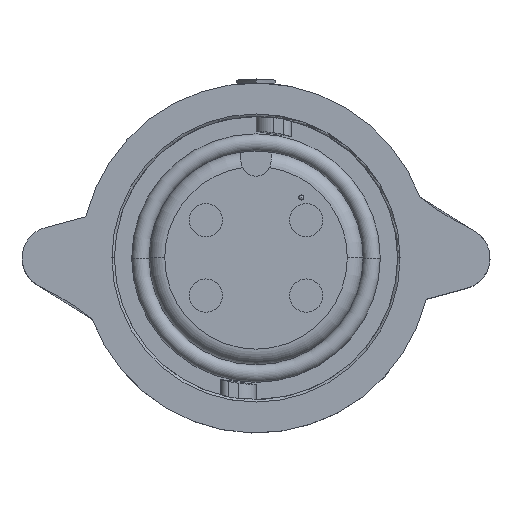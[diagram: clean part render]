
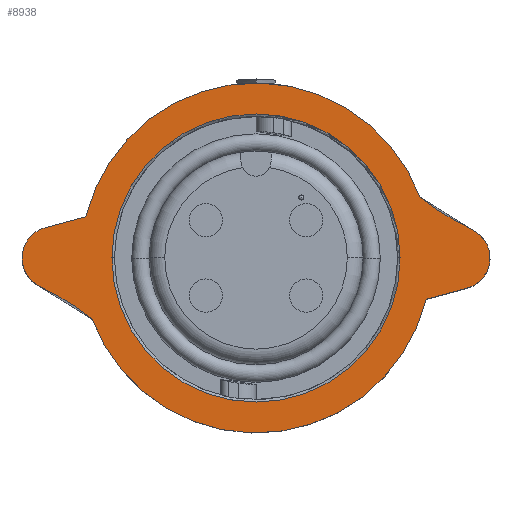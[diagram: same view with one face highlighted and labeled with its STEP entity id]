
A CAD part, top view. The second image highlights one B-rep face of the part: STEP entity #8938.
In plain terms, the highlighted planar face has unit normal (0, 0, 1).
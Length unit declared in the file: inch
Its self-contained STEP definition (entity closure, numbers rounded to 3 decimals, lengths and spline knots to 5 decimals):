
#65 = CARTESIAN_POINT ( 'NONE',  ( 0., 0., 0.1521 ) ) ;
#92 = EDGE_CURVE ( 'NONE', #1730, #6418, #10189, .T. ) ;
#307 = ORIENTED_EDGE ( 'NONE', *, *, #7922, .T. ) ;
#369 = DIRECTION ( 'NONE',  ( 0., 0., 1. ) ) ;
#452 = EDGE_CURVE ( 'NONE', #2195, #4152, #1675, .T. ) ;
#456 = AXIS2_PLACEMENT_3D ( 'NONE', #1190, #7153, #3292 ) ;
#510 = EDGE_CURVE ( 'NONE', #12731, #8009, #11425, .T. ) ;
#939 = CARTESIAN_POINT ( 'NONE',  ( 0., 0., 0.1521 ) ) ;
#1100 = DIRECTION ( 'NONE',  ( 0., 0., -1. ) ) ;
#1190 = CARTESIAN_POINT ( 'NONE',  ( 0., 0., 0.1521 ) ) ;
#1236 = DIRECTION ( 'NONE',  ( -1., 0., 0. ) ) ;
#1410 = VERTEX_POINT ( 'NONE', #8549 ) ;
#1424 = EDGE_CURVE ( 'NONE', #8990, #2195, #1463, .T. ) ;
#1463 = LINE ( 'NONE', #6488, #6660 ) ;
#1541 = DIRECTION ( 'NONE',  ( 0., 0., -1. ) ) ;
#1675 = CIRCLE ( 'NONE', #11453, 0.0625 ) ;
#1688 = AXIS2_PLACEMENT_3D ( 'NONE', #4654, #1703, #9634 ) ;
#1703 = DIRECTION ( 'NONE',  ( 0., 0., -1. ) ) ;
#1730 = VERTEX_POINT ( 'NONE', #3084 ) ;
#1872 = ORIENTED_EDGE ( 'NONE', *, *, #3810, .T. ) ;
#2195 = VERTEX_POINT ( 'NONE', #3556 ) ;
#2317 = AXIS2_PLACEMENT_3D ( 'NONE', #10378, #12332, #7471 ) ;
#2506 = EDGE_LOOP ( 'NONE', ( #5815, #11336, #5032, #1872, #4931, #2757, #307, #10765, #12478 ) ) ;
#2757 = ORIENTED_EDGE ( 'NONE', *, *, #6811, .T. ) ;
#2845 = VERTEX_POINT ( 'NONE', #10360 ) ;
#3084 = CARTESIAN_POINT ( 'NONE',  ( -0.46535, 0., 0.1521 ) ) ;
#3170 = CIRCLE ( 'NONE', #1688, 0.57 ) ;
#3292 = DIRECTION ( 'NONE',  ( -1., 0., 0. ) ) ;
#3365 = VECTOR ( 'NONE', #3557, 39.37008 ) ;
#3520 = CIRCLE ( 'NONE', #10570, 0.348 ) ;
#3556 = CARTESIAN_POINT ( 'NONE',  ( 0.41903, -0.06037, 0.1521 ) ) ;
#3557 = DIRECTION ( 'NONE',  ( -0.966, -0.259, 0. ) ) ;
#3571 = CARTESIAN_POINT ( 'NONE',  ( 0.33819, -0.08203, 0.1521 ) ) ;
#3763 = CARTESIAN_POINT ( 'NONE',  ( -0.41903, 0.06037, 0.1521 ) ) ;
#3810 = EDGE_CURVE ( 'NONE', #8009, #1730, #5851, .T. ) ;
#3995 = CARTESIAN_POINT ( 'NONE',  ( 0.2865, 0., 0.1521 ) ) ;
#4152 = VERTEX_POINT ( 'NONE', #8480 ) ;
#4350 = CARTESIAN_POINT ( 'NONE',  ( -0.32646, -0.12053, 0.1521 ) ) ;
#4409 = DIRECTION ( 'NONE',  ( -1., 0., 0. ) ) ;
#4580 = CARTESIAN_POINT ( 'NONE',  ( -0.42994, -0.05632, 0.1521 ) ) ;
#4654 = CARTESIAN_POINT ( 'NONE',  ( 0.677, 0.57, 0.1521 ) ) ;
#4847 = ORIENTED_EDGE ( 'NONE', *, *, #10772, .T. ) ;
#4931 = ORIENTED_EDGE ( 'NONE', *, *, #92, .T. ) ;
#5032 = ORIENTED_EDGE ( 'NONE', *, *, #510, .T. ) ;
#5204 = EDGE_CURVE ( 'NONE', #2845, #12731, #12087, .T. ) ;
#5453 = EDGE_CURVE ( 'NONE', #4152, #2845, #3170, .T. ) ;
#5697 = CARTESIAN_POINT ( 'NONE',  ( 0.40285, 0., 0.1521 ) ) ;
#5790 = AXIS2_PLACEMENT_3D ( 'NONE', #6198, #11967, #1236 ) ;
#5815 = ORIENTED_EDGE ( 'NONE', *, *, #5453, .T. ) ;
#5851 = CIRCLE ( 'NONE', #2317, 0.0625 ) ;
#6057 = EDGE_LOOP ( 'NONE', ( #9265, #4847 ) ) ;
#6058 = DIRECTION ( 'NONE',  ( 1., 0., 0. ) ) ;
#6186 = DIRECTION ( 'NONE',  ( -1., 0., 0. ) ) ;
#6198 = CARTESIAN_POINT ( 'NONE',  ( -0.677, -0.57, 0.1521 ) ) ;
#6379 = DIRECTION ( 'NONE',  ( 0., 0., 1. ) ) ;
#6418 = VERTEX_POINT ( 'NONE', #4580 ) ;
#6446 = CARTESIAN_POINT ( 'NONE',  ( -0.40285, 0., 0.1521 ) ) ;
#6454 = AXIS2_PLACEMENT_3D ( 'NONE', #65, #1100, #6058 ) ;
#6488 = CARTESIAN_POINT ( 'NONE',  ( 0.41903, -0.06037, 0.1521 ) ) ;
#6507 = CARTESIAN_POINT ( 'NONE',  ( 0., -0.348, 0.1521 ) ) ;
#6660 = VECTOR ( 'NONE', #9451, 39.37008 ) ;
#6811 = EDGE_CURVE ( 'NONE', #6418, #7292, #9926, .T. ) ;
#7153 = DIRECTION ( 'NONE',  ( 0., 0., 1. ) ) ;
#7292 = VERTEX_POINT ( 'NONE', #4350 ) ;
#7361 = CARTESIAN_POINT ( 'NONE',  ( 0., 0., 0.1521 ) ) ;
#7471 = DIRECTION ( 'NONE',  ( -1., 0., 0. ) ) ;
#7480 = FACE_OUTER_BOUND ( 'NONE', #2506, .T. ) ;
#7587 = DIRECTION ( 'NONE',  ( 1., 0., 0. ) ) ;
#7643 = DIRECTION ( 'NONE',  ( 0., 0., -1. ) ) ;
#7699 = AXIS2_PLACEMENT_3D ( 'NONE', #6446, #369, #6186 ) ;
#7922 = EDGE_CURVE ( 'NONE', #7292, #8990, #3520, .T. ) ;
#8009 = VERTEX_POINT ( 'NONE', #3763 ) ;
#8480 = CARTESIAN_POINT ( 'NONE',  ( 0.42994, 0.05632, 0.1521 ) ) ;
#8502 = FACE_BOUND ( 'NONE', #6057, .T. ) ;
#8549 = CARTESIAN_POINT ( 'NONE',  ( -0.2865, 0., 0.1521 ) ) ;
#8629 = DIRECTION ( 'NONE',  ( -1., 0., 0. ) ) ;
#8938 = ADVANCED_FACE ( 'NONE', ( #8502, #7480 ), #10314, .F. ) ;
#8990 = VERTEX_POINT ( 'NONE', #3571 ) ;
#9265 = ORIENTED_EDGE ( 'NONE', *, *, #12327, .T. ) ;
#9451 = DIRECTION ( 'NONE',  ( 0.966, 0.259, 0. ) ) ;
#9517 = CARTESIAN_POINT ( 'NONE',  ( -0.41903, 0.06037, 0.1521 ) ) ;
#9634 = DIRECTION ( 'NONE',  ( -1., 0., 0. ) ) ;
#9926 = CIRCLE ( 'NONE', #5790, 0.57 ) ;
#9947 = AXIS2_PLACEMENT_3D ( 'NONE', #6507, #1541, #12401 ) ;
#10189 = CIRCLE ( 'NONE', #7699, 0.0625 ) ;
#10314 = PLANE ( 'NONE',  #9947 ) ;
#10360 = CARTESIAN_POINT ( 'NONE',  ( 0.32646, 0.12053, 0.1521 ) ) ;
#10378 = CARTESIAN_POINT ( 'NONE',  ( -0.40285, 0., 0.1521 ) ) ;
#10570 = AXIS2_PLACEMENT_3D ( 'NONE', #7361, #6379, #8629 ) ;
#10765 = ORIENTED_EDGE ( 'NONE', *, *, #1424, .T. ) ;
#10772 = EDGE_CURVE ( 'NONE', #1410, #11945, #10987, .T. ) ;
#10780 = CARTESIAN_POINT ( 'NONE',  ( -0.33819, 0.08203, 0.1521 ) ) ;
#10781 = AXIS2_PLACEMENT_3D ( 'NONE', #939, #7643, #7587 ) ;
#10987 = CIRCLE ( 'NONE', #10781, 0.2865 ) ;
#11336 = ORIENTED_EDGE ( 'NONE', *, *, #5204, .T. ) ;
#11425 = LINE ( 'NONE', #9517, #3365 ) ;
#11453 = AXIS2_PLACEMENT_3D ( 'NONE', #5697, #12328, #4409 ) ;
#11945 = VERTEX_POINT ( 'NONE', #3995 ) ;
#11967 = DIRECTION ( 'NONE',  ( 0., 0., -1. ) ) ;
#12042 = CIRCLE ( 'NONE', #6454, 0.2865 ) ;
#12087 = CIRCLE ( 'NONE', #456, 0.348 ) ;
#12327 = EDGE_CURVE ( 'NONE', #11945, #1410, #12042, .T. ) ;
#12328 = DIRECTION ( 'NONE',  ( 0., 0., 1. ) ) ;
#12332 = DIRECTION ( 'NONE',  ( 0., 0., 1. ) ) ;
#12401 = DIRECTION ( 'NONE',  ( 1., 0., 0. ) ) ;
#12478 = ORIENTED_EDGE ( 'NONE', *, *, #452, .T. ) ;
#12731 = VERTEX_POINT ( 'NONE', #10780 ) ;
